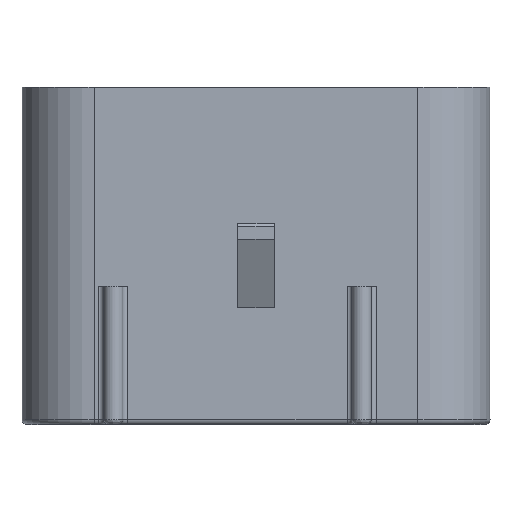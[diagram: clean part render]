
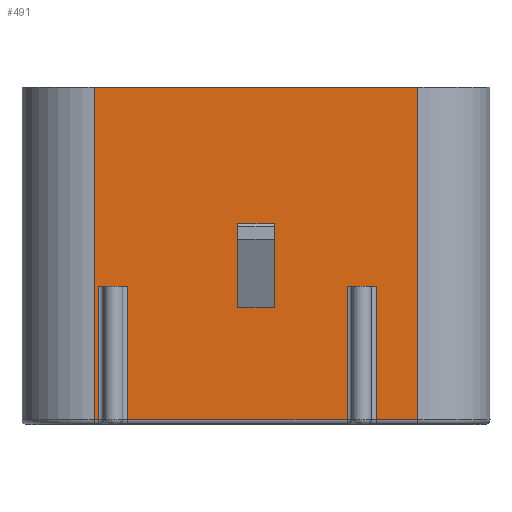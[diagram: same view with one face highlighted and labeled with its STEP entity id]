
A CAD part, top view. The second image highlights one B-rep face of the part: STEP entity #491.
In plain terms, the highlighted planar face has unit normal (0, 0, 1).
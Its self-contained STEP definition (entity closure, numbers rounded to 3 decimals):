
#111=FACE_BOUND('',#1004,.T.);
#112=FACE_BOUND('',#1005,.T.);
#491=ADVANCED_FACE('',(#111,#112),#627,.T.);
#627=PLANE('',#4175);
#1004=EDGE_LOOP('',(#1995,#1996,#1997,#1998,#1999,#2000,#2001,#2002,#2003,
#2004,#2005,#2006));
#1005=EDGE_LOOP('',(#2007,#2008,#2009,#2010));
#1995=ORIENTED_EDGE('',*,*,#2969,.T.);
#1996=ORIENTED_EDGE('',*,*,#3110,.T.);
#1997=ORIENTED_EDGE('',*,*,#3111,.F.);
#1998=ORIENTED_EDGE('',*,*,#3112,.T.);
#1999=ORIENTED_EDGE('',*,*,#3113,.T.);
#2000=ORIENTED_EDGE('',*,*,#3114,.T.);
#2001=ORIENTED_EDGE('',*,*,#2948,.T.);
#2002=ORIENTED_EDGE('',*,*,#2942,.T.);
#2003=ORIENTED_EDGE('',*,*,#2958,.T.);
#2004=ORIENTED_EDGE('',*,*,#3115,.T.);
#2005=ORIENTED_EDGE('',*,*,#2959,.T.);
#2006=ORIENTED_EDGE('',*,*,#2938,.F.);
#2007=ORIENTED_EDGE('',*,*,#2935,.F.);
#2008=ORIENTED_EDGE('',*,*,#2933,.F.);
#2009=ORIENTED_EDGE('',*,*,#2931,.F.);
#2010=ORIENTED_EDGE('',*,*,#2930,.F.);
#2505=VERTEX_POINT('',#5938);
#2506=VERTEX_POINT('',#5940);
#2507=VERTEX_POINT('',#5944);
#2508=VERTEX_POINT('',#5948);
#2511=VERTEX_POINT('',#5957);
#2512=VERTEX_POINT('',#5959);
#2515=VERTEX_POINT('',#5967);
#2516=VERTEX_POINT('',#5968);
#2521=VERTEX_POINT('',#5980);
#2526=VERTEX_POINT('',#5998);
#2527=VERTEX_POINT('',#6002);
#2532=VERTEX_POINT('',#6020);
#2606=VERTEX_POINT('',#6347);
#2607=VERTEX_POINT('',#6349);
#2608=VERTEX_POINT('',#6351);
#2609=VERTEX_POINT('',#6353);
#2930=EDGE_CURVE('',#2506,#2505,#3355,.T.);
#2931=EDGE_CURVE('',#2505,#2507,#3356,.T.);
#2933=EDGE_CURVE('',#2507,#2508,#3358,.T.);
#2935=EDGE_CURVE('',#2508,#2506,#3360,.T.);
#2938=EDGE_CURVE('',#2511,#2512,#3362,.T.);
#2942=EDGE_CURVE('',#2515,#2516,#3364,.T.);
#2948=EDGE_CURVE('',#2521,#2515,#3367,.T.);
#2958=EDGE_CURVE('',#2516,#2526,#3374,.T.);
#2959=EDGE_CURVE('',#2527,#2512,#3375,.T.);
#2969=EDGE_CURVE('',#2511,#2532,#3382,.T.);
#3110=EDGE_CURVE('',#2532,#2606,#3485,.T.);
#3111=EDGE_CURVE('',#2607,#2606,#3486,.T.);
#3112=EDGE_CURVE('',#2607,#2608,#3487,.T.);
#3113=EDGE_CURVE('',#2608,#2609,#3488,.T.);
#3114=EDGE_CURVE('',#2609,#2521,#3489,.T.);
#3115=EDGE_CURVE('',#2526,#2527,#3490,.T.);
#3355=LINE('',#5941,#3666);
#3356=LINE('',#5943,#3667);
#3358=LINE('',#5947,#3669);
#3360=LINE('',#5951,#3671);
#3362=LINE('',#5958,#3673);
#3364=LINE('',#5966,#3675);
#3367=LINE('',#5979,#3678);
#3374=LINE('',#5999,#3685);
#3375=LINE('',#6001,#3686);
#3382=LINE('',#6021,#3693);
#3485=LINE('',#6346,#3796);
#3486=LINE('',#6348,#3797);
#3487=LINE('',#6350,#3798);
#3488=LINE('',#6352,#3799);
#3489=LINE('',#6354,#3800);
#3490=LINE('',#6355,#3801);
#3666=VECTOR('',#4803,1.);
#3667=VECTOR('',#4806,1.);
#3669=VECTOR('',#4810,1.);
#3671=VECTOR('',#4814,1.);
#3673=VECTOR('',#4820,1.);
#3675=VECTOR('',#4828,1.);
#3678=VECTOR('',#4839,1.);
#3685=VECTOR('',#4860,1.);
#3686=VECTOR('',#4863,1.);
#3693=VECTOR('',#4884,1.);
#3796=VECTOR('',#5189,1.);
#3797=VECTOR('',#5190,1.);
#3798=VECTOR('',#5191,1.);
#3799=VECTOR('',#5192,1.);
#3800=VECTOR('',#5193,1.);
#3801=VECTOR('',#5194,1.);
#4175=AXIS2_PLACEMENT_3D('',#6356,#5195,#5196);
#4803=DIRECTION('',(-1.,0.,0.));
#4806=DIRECTION('',(0.,-1.,0.));
#4810=DIRECTION('',(1.,0.,0.));
#4814=DIRECTION('',(0.,1.,0.));
#4820=DIRECTION('',(-1.,0.,0.));
#4828=DIRECTION('',(1.,0.,0.));
#4839=DIRECTION('',(0.,1.,0.));
#4860=DIRECTION('',(0.,-1.,0.));
#4863=DIRECTION('',(0.,1.,0.));
#4884=DIRECTION('',(0.,-1.,0.));
#5189=DIRECTION('',(1.,0.,0.));
#5190=DIRECTION('',(0.,-1.,0.));
#5191=DIRECTION('',(-1.,0.,0.));
#5192=DIRECTION('',(0.,-1.,0.));
#5193=DIRECTION('',(1.,0.,0.));
#5194=DIRECTION('',(1.,0.,0.));
#5195=DIRECTION('',(0.,0.,1.));
#5196=DIRECTION('',(0.,-1.,0.));
#5938=CARTESIAN_POINT('',(17.746,13.786,16.889));
#5940=CARTESIAN_POINT('',(19.996,13.786,16.889));
#5941=CARTESIAN_POINT('',(18.871,13.786,16.889));
#5943=CARTESIAN_POINT('',(17.746,18.85,16.889));
#5944=CARTESIAN_POINT('',(17.746,8.85,16.889));
#5947=CARTESIAN_POINT('',(18.871,8.85,16.889));
#5948=CARTESIAN_POINT('',(19.996,8.85,16.889));
#5951=CARTESIAN_POINT('',(19.996,18.85,16.889));
#5957=CARTESIAN_POINT('',(26.346,10.198,16.889));
#5958=CARTESIAN_POINT('',(18.871,10.198,16.889));
#5959=CARTESIAN_POINT('',(24.546,10.198,16.889));
#5966=CARTESIAN_POINT('',(25.446,10.198,16.889));
#5967=CARTESIAN_POINT('',(9.076,10.198,16.889));
#5968=CARTESIAN_POINT('',(10.876,10.198,16.889));
#5979=CARTESIAN_POINT('',(9.076,10.198,16.889));
#5980=CARTESIAN_POINT('',(9.076,1.898,16.889));
#5998=CARTESIAN_POINT('',(10.876,1.898,16.889));
#5999=CARTESIAN_POINT('',(10.876,1.598,16.889));
#6001=CARTESIAN_POINT('',(24.546,10.198,16.889));
#6002=CARTESIAN_POINT('',(24.546,1.898,16.889));
#6020=CARTESIAN_POINT('',(26.346,1.898,16.889));
#6021=CARTESIAN_POINT('',(26.346,1.598,16.889));
#6346=CARTESIAN_POINT('',(18.871,1.898,16.889));
#6347=CARTESIAN_POINT('',(28.946,1.898,16.889));
#6348=CARTESIAN_POINT('',(28.946,22.098,16.889));
#6349=CARTESIAN_POINT('',(28.946,22.598,16.889));
#6350=CARTESIAN_POINT('',(18.871,22.598,16.889));
#6351=CARTESIAN_POINT('',(8.796,22.598,16.889));
#6352=CARTESIAN_POINT('',(8.796,22.098,16.889));
#6353=CARTESIAN_POINT('',(8.796,1.898,16.889));
#6354=CARTESIAN_POINT('',(18.871,1.898,16.889));
#6355=CARTESIAN_POINT('',(18.871,1.898,16.889));
#6356=CARTESIAN_POINT('',(18.871,22.098,16.889));
